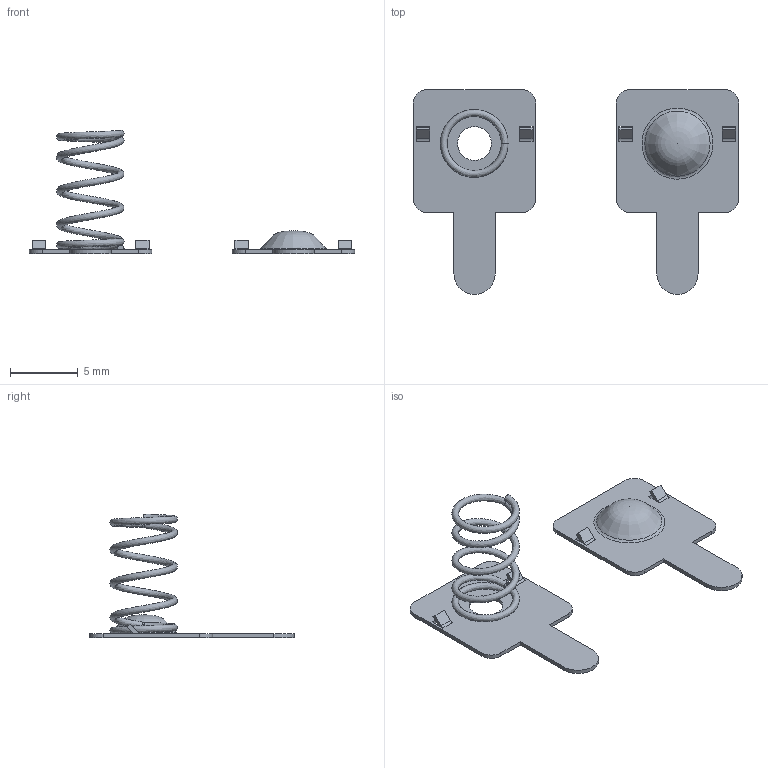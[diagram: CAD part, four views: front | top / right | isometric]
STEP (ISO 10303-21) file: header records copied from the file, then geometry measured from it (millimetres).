
FILE_DESCRIPTION(/* description */ (''),/* implementation_level */ '2;1');
FILE_NAME(/* name */ 'Battery spring plates.step',/* time_stamp */ '2019-03-24T00:46:20+02:00',/* author */ ('web3WE9V'),/* organization */ (''),/* preprocessor_version */ 'ST-DEVELOPER v17.2',/* originating_system */ 'Autodesk Translation Framework v7.6.0.251',/* authorisation */ '');
FILE_SCHEMA (('AUTOMOTIVE_DESIGN { 1 0 10303 214 3 1 1 }'));
Length unit declared in the file: millimetre
Products named in the file (1): Battery spring plates
Bounding box: 24.05 x 15.15 x 9.15 mm (x, y, z)
Volume: 73.7 mm3; surface area: 543.6 mm2
Topology: 2 solids, 2 shells, 80 faces, 215 edges, 136 vertices
Faces by surface type: plane 52, cylinder 19, bspline 9
Full cylindrical faces by diameter (mm): 2.5 x1
Entity records: 3638 total; most frequent: CARTESIAN_POINT 1625, ORIENTED_EDGE 418, DIRECTION 384, EDGE_CURVE 209, LINE 150, VECTOR 150, VERTEX_POINT 136, AXIS2_PLACEMENT_3D 117
